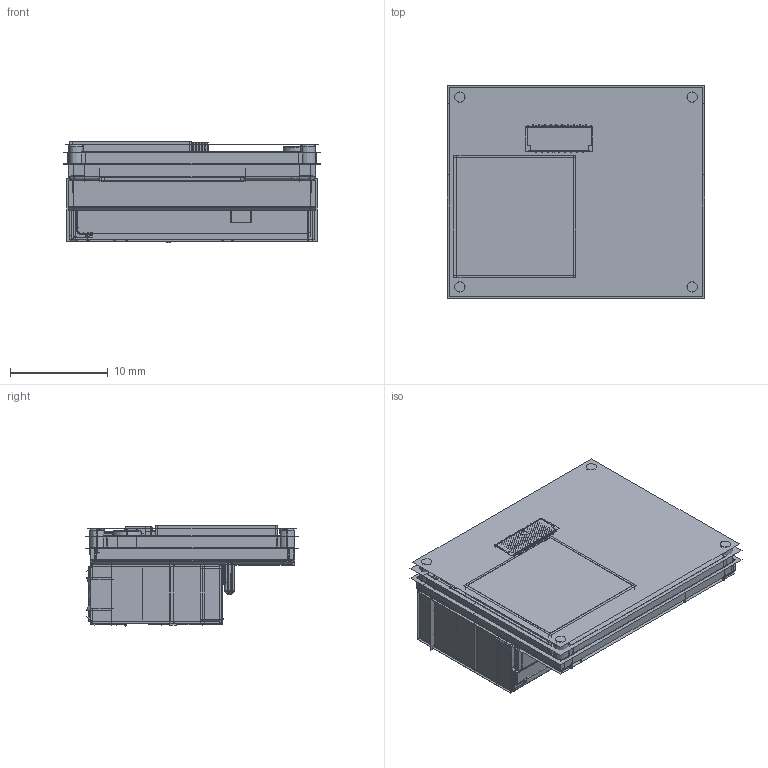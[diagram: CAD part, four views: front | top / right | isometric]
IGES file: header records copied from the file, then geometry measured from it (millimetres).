
Start section:  PTC IGES file: r-41_asm_150826.igs
Global section: file name: r-41_asm_150826.igs; native system: Creo Parametric by Parametric Technology Corporation; preprocessor: 2014090; author: skomi0303; organization: Unknown; date: 20150826.153300; units: millimetre
Bounding box: 26.31 x 21.74 x 10.4 mm (x, y, z)
Surface area: 40572.2 mm2 (no closed solid volume)
Topology: 0 solids, 0 shells, 8380 faces, 116200 edges, 151213 vertices
Faces by surface type: bspline 5432, revolution 2948
